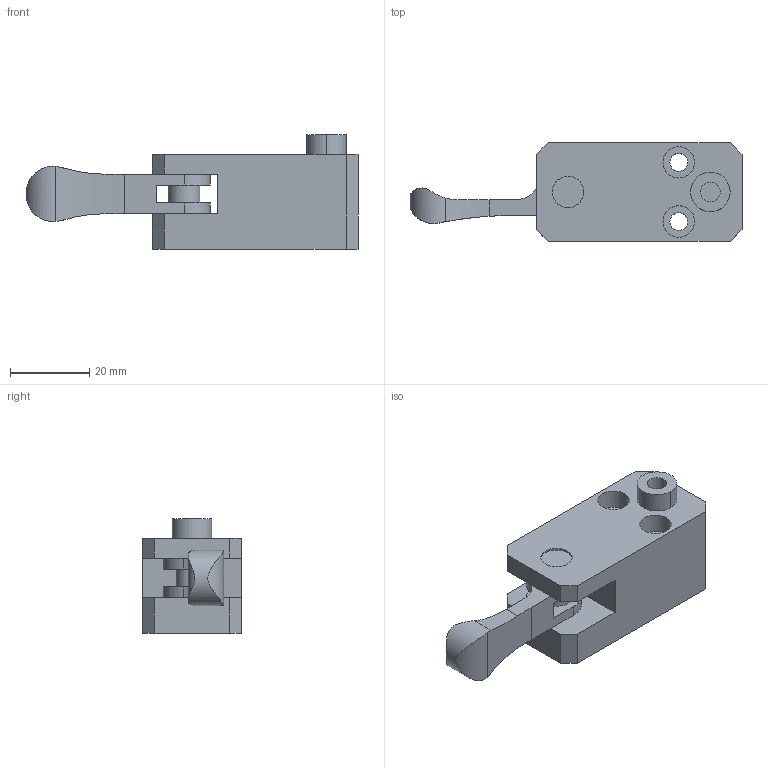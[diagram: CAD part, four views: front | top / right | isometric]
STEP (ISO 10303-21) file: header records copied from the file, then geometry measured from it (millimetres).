
FILE_DESCRIPTION (( 'STEP AP203' ), '1' );
FILE_NAME ('bj352-05001.STEP', '2021-10-25T01:24:44', ( '' ), ( '' ), 'SwSTEP 2.0', 'SolidWorks 2020', '' );
FILE_SCHEMA (( 'CONFIG_CONTROL_DESIGN' ));
Length unit declared in the file: millimetre
Products named in the file (4): bj352-05001_03; bj352-05001_02; bj352-05001; bj352-05001_01
Assembly tree (3 placements, depth 2):
  bj352-05001
    bj352-05001_01
    bj352-05001_02
    bj352-05001_03
Bounding box: 84 x 25 x 29 mm (x, y, z)
Volume: 28405 mm3; surface area: 11321.5 mm2
Topology: 3 solids, 3 shells, 71 faces, 172 edges, 114 vertices
Faces by surface type: cylinder 35, plane 32, cone 2, bspline 2
Entity records: 2822 total; most frequent: CARTESIAN_POINT 693, DIRECTION 370, ORIENTED_EDGE 344, EDGE_CURVE 172, AXIS2_PLACEMENT_3D 137, VERTEX_POINT 114, LINE 96, VECTOR 96
